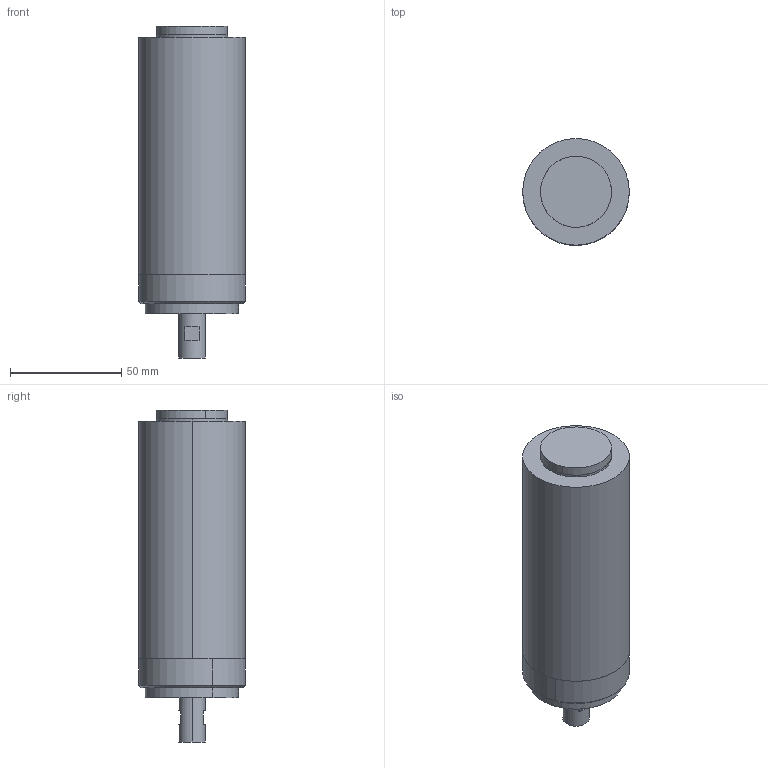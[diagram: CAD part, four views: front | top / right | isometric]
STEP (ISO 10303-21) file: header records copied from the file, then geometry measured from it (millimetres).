
FILE_DESCRIPTION (( 'STEP AP214' ), '1' );
FILE_NAME ('GDZ12軞蚾.STEP', '2021-04-29T00:32:42', ( '萇齟' ), ( '' ), 'SwSTEP 2.0', 'SolidWorks 2018', '' );
FILE_SCHEMA (( 'AUTOMOTIVE_DESIGN' ));
Length unit declared in the file: millimetre
Products named in the file (6): GDZ12軞蚾; GDZ11ヶ裔; GDZ11儂褲; GDZ11綴裔; GDZ11粣芛; GDZ11粣創釱
Assembly tree (5 placements, depth 2):
  GDZ12軞蚾
    GDZ11儂褲
    GDZ11綴裔
    GDZ11ヶ裔
    GDZ11粣創釱
    GDZ11粣芛
Bounding box: 48 x 48 x 149.5 mm (x, y, z)
Volume: 229004.2 mm3; surface area: 32037.2 mm2
Topology: 5 solids, 5 shells, 43 faces, 78 edges, 50 vertices
Faces by surface type: plane 19, cylinder 18, cone 6
Entity records: 1316 total; most frequent: DIRECTION 226, CARTESIAN_POINT 179, ORIENTED_EDGE 156, AXIS2_PLACEMENT_3D 97, EDGE_CURVE 78, VERTEX_POINT 50, EDGE_LOOP 50, CIRCLE 46
